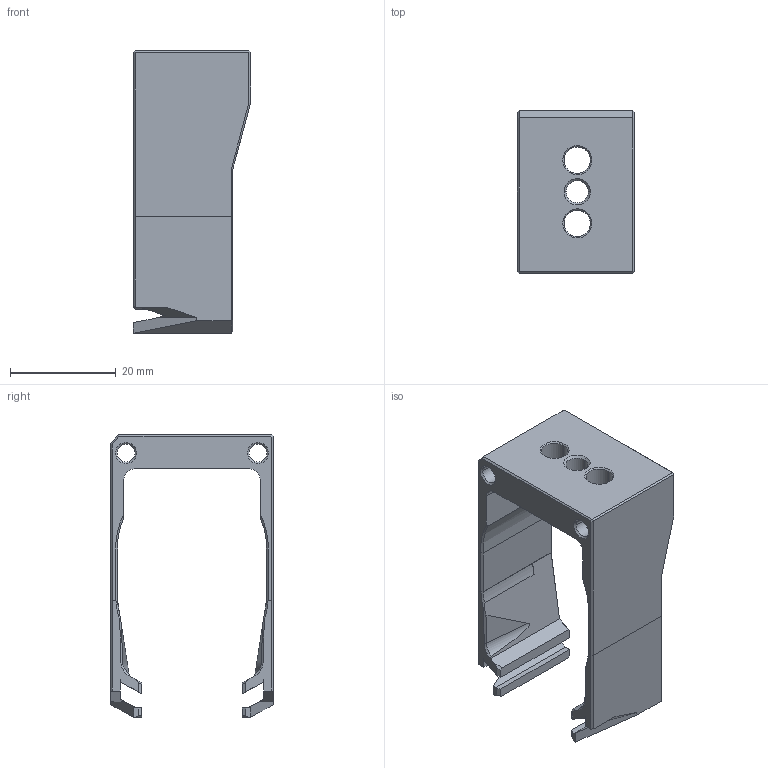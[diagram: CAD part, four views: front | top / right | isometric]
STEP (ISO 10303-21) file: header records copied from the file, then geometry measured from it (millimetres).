
FILE_DESCRIPTION (( 'STEP AP214' ), '1' );
FILE_NAME ('Inky-Hotend-Mount.STEP', '2023-04-21T06:36:47', ( '' ), ( '' ), 'SwSTEP 2.0', 'SolidWorks 2022', '' );
FILE_SCHEMA (( 'AUTOMOTIVE_DESIGN' ));
Length unit declared in the file: millimetre
Products named in the file (4): Hotend Holder Bottom2; Hotend Holder Top; Inky-Hotend-Mount; Hotend Holder Bottom2 reverse
Assembly tree (3 placements, depth 2):
  Inky-Hotend-Mount
    Hotend Holder Top
    Hotend Holder Bottom2
    Hotend Holder Bottom2 reverse
Bounding box: 22.19 x 30.8 x 53.6 mm (x, y, z)
Volume: 7635.9 mm3; surface area: 7234.2 mm2
Topology: 3 solids, 3 shells, 182 faces, 482 edges, 310 vertices
Faces by surface type: plane 138, cylinder 20, cone 18, bspline 6
Entity records: 6110 total; most frequent: CARTESIAN_POINT 1473, ORIENTED_EDGE 964, DIRECTION 872, EDGE_CURVE 482, VECTOR 388, LINE 388, VERTEX_POINT 310, AXIS2_PLACEMENT_3D 242
